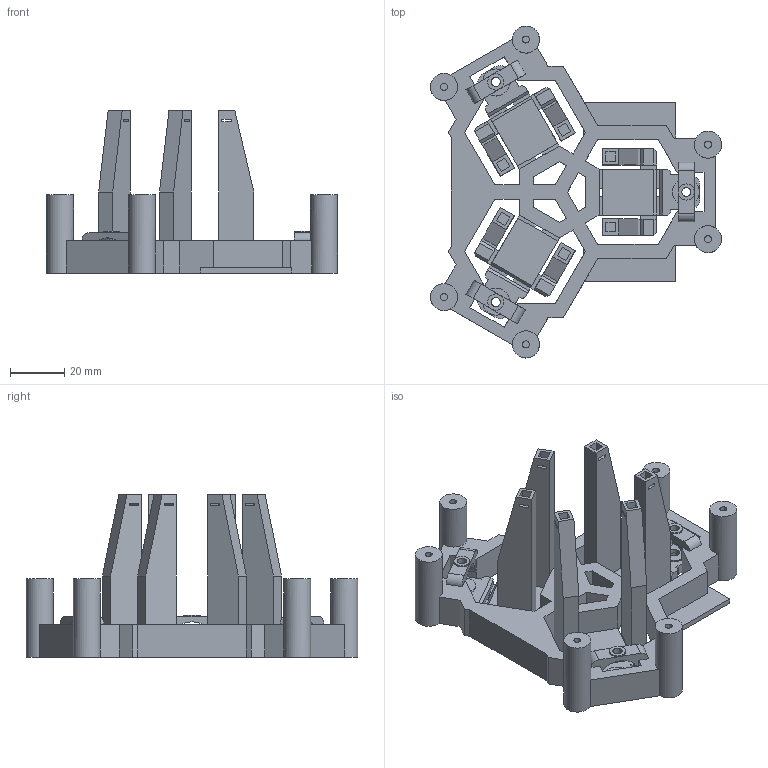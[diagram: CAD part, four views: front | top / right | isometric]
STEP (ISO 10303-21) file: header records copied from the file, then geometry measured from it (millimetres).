
FILE_DESCRIPTION(('FreeCAD Model'),'2;1');
FILE_NAME('DeltaBotV2.stp', '2020-12-10T16:58:19',('Author'),(''), 'Open CASCADE STEP processor 7.3','FreeCAD','Unknown');
FILE_SCHEMA(('AUTOMOTIVE_DESIGN { 1 0 10303 214 1 1 1 1 }'));
Length unit declared in the file: millimetre
Products named in the file (1): Fusion013003003009003007003004008004008001
Bounding box: 107.66 x 122.76 x 60 mm (x, y, z)
Volume: 80653.5 mm3; surface area: 44977.6 mm2
Topology: 1 solids, 1 shells, 460 faces, 1344 edges, 883 vertices
Faces by surface type: plane 412, cylinder 48
Full cylindrical faces by diameter (mm): 2.6 x12, 3.4 x3, 4 x3, 6 x3, 10 x9
Entity records: 33119 total; most frequent: CARTESIAN_POINT 6869, DIRECTION 4607, LINE 3331, VECTOR 3331, ORIENTED_EDGE 2688, PCURVE 2688, DEFINITIONAL_REPRESENTATION 2688, EDGE_CURVE 1344
